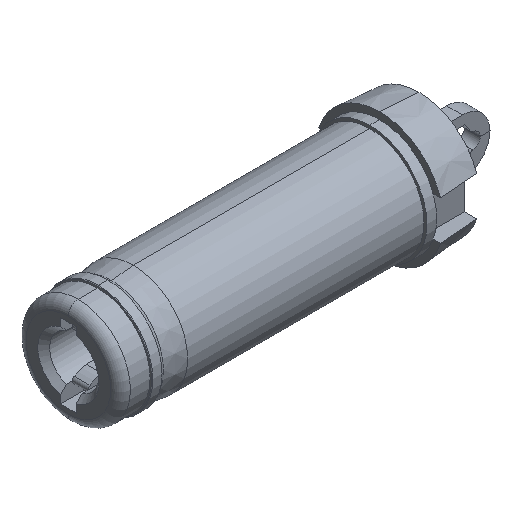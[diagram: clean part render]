
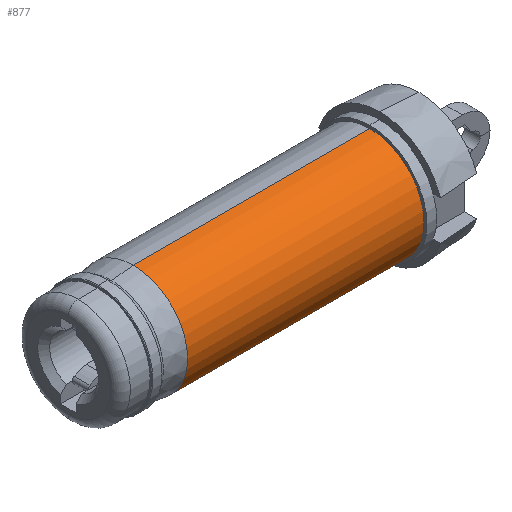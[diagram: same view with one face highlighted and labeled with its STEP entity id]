
A CAD part, isometric view. The second image highlights one B-rep face of the part: STEP entity #877.
In plain terms, the highlighted cylindrical face has radius 2.755 mm (diameter 5.51 mm), a partial arc.
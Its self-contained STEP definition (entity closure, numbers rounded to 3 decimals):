
#73 = EDGE_CURVE ( 'NONE', #158, #4018, #3529, .T. ) ;
#114 = VERTEX_POINT ( 'NONE', #721 ) ;
#158 = VERTEX_POINT ( 'NONE', #2509 ) ;
#248 = ORIENTED_EDGE ( 'NONE', *, *, #73, .F. ) ;
#351 = AXIS2_PLACEMENT_3D ( 'NONE', #1492, #1162, #3454 ) ;
#452 = ORIENTED_EDGE ( 'NONE', *, *, #978, .F. ) ;
#721 = CARTESIAN_POINT ( 'NONE',  ( 0., -6.764, 2.755 ) ) ;
#760 = LINE ( 'NONE', #1365, #2372 ) ;
#877 = ADVANCED_FACE ( 'NONE', ( #3765 ), #2323, .T. ) ;
#923 = DIRECTION ( 'NONE',  ( 0., 1., 0. ) ) ;
#978 = EDGE_CURVE ( 'NONE', #2443, #158, #760, .T. ) ;
#1133 = DIRECTION ( 'NONE',  ( 0., 1., 0. ) ) ;
#1162 = DIRECTION ( 'NONE',  ( 0., 1., 0. ) ) ;
#1209 = EDGE_CURVE ( 'NONE', #2443, #114, #2628, .T. ) ;
#1307 = DIRECTION ( 'NONE',  ( 0., 1., 0. ) ) ;
#1365 = CARTESIAN_POINT ( 'NONE',  ( 0., -7.264, -2.755 ) ) ;
#1492 = CARTESIAN_POINT ( 'NONE',  ( 0., 5.236, 0. ) ) ;
#1641 = CARTESIAN_POINT ( 'NONE',  ( 0., -7.264, 0. ) ) ;
#1814 = DIRECTION ( 'NONE',  ( 0., 0., 1. ) ) ;
#1845 = CARTESIAN_POINT ( 'NONE',  ( 0., -6.764, 0. ) ) ;
#1893 = CARTESIAN_POINT ( 'NONE',  ( 0., 5.236, 2.755 ) ) ;
#2249 = AXIS2_PLACEMENT_3D ( 'NONE', #1845, #1133, #1814 ) ;
#2323 = CYLINDRICAL_SURFACE ( 'NONE', #2552, 2.755 ) ;
#2372 = VECTOR ( 'NONE', #1307, 1000. ) ;
#2376 = CARTESIAN_POINT ( 'NONE',  ( 0., -7.264, 2.755 ) ) ;
#2443 = VERTEX_POINT ( 'NONE', #4083 ) ;
#2509 = CARTESIAN_POINT ( 'NONE',  ( 0., 5.236, -2.755 ) ) ;
#2552 = AXIS2_PLACEMENT_3D ( 'NONE', #1641, #923, #2900 ) ;
#2628 = CIRCLE ( 'NONE', #2249, 2.755 ) ;
#2710 = DIRECTION ( 'NONE',  ( 0., 1., 0. ) ) ;
#2900 = DIRECTION ( 'NONE',  ( 0., 0., 1. ) ) ;
#3181 = ORIENTED_EDGE ( 'NONE', *, *, #1209, .T. ) ;
#3240 = EDGE_LOOP ( 'NONE', ( #452, #3181, #4082, #248 ) ) ;
#3454 = DIRECTION ( 'NONE',  ( 0., 0., 1. ) ) ;
#3529 = CIRCLE ( 'NONE', #351, 2.755 ) ;
#3538 = VECTOR ( 'NONE', #2710, 1000. ) ;
#3755 = LINE ( 'NONE', #2376, #3538 ) ;
#3765 = FACE_OUTER_BOUND ( 'NONE', #3240, .T. ) ;
#4018 = VERTEX_POINT ( 'NONE', #1893 ) ;
#4082 = ORIENTED_EDGE ( 'NONE', *, *, #4236, .T. ) ;
#4083 = CARTESIAN_POINT ( 'NONE',  ( 0., -6.764, -2.755 ) ) ;
#4236 = EDGE_CURVE ( 'NONE', #114, #4018, #3755, .T. ) ;
